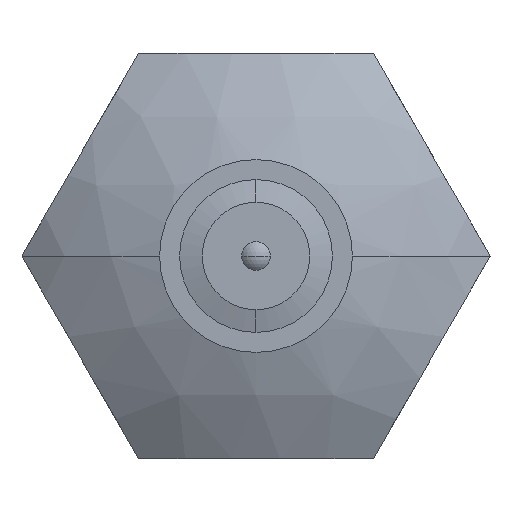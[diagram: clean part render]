
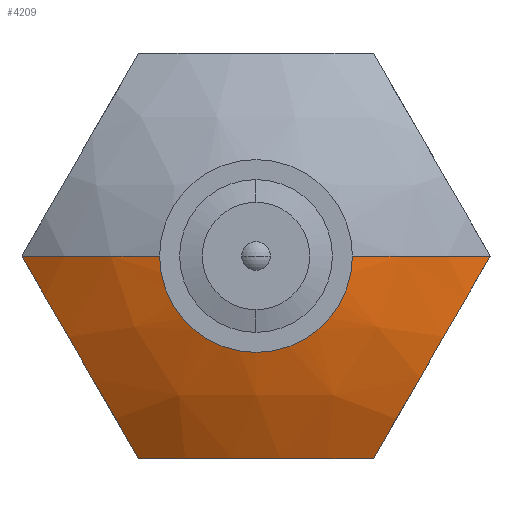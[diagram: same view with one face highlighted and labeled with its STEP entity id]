
A CAD part, left-side view. The second image highlights one B-rep face of the part: STEP entity #4209.
In plain terms, the highlighted spherical face has radius 16 mm.
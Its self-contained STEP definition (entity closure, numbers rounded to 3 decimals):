
#113 = CARTESIAN_POINT ( 'NONE',  ( 3.818, -9.8, -0.026 ) ) ;
#274 = DIRECTION ( 'NONE',  ( 0., 0., 1. ) ) ;
#325 = CARTESIAN_POINT ( 'NONE',  ( 3.818, 0., 0. ) ) ;
#331 = VERTEX_POINT ( 'NONE', #4263 ) ;
#551 = ORIENTED_EDGE ( 'NONE', *, *, #4601, .T. ) ;
#739 = DIRECTION ( 'NONE',  ( 0., 0., -1. ) ) ;
#775 = EDGE_CURVE ( 'NONE', #2947, #952, #8952, .T. ) ;
#935 = CARTESIAN_POINT ( 'NONE',  ( 16.466, 0., -8.5 ) ) ;
#952 = VERTEX_POINT ( 'NONE', #2596 ) ;
#976 = CARTESIAN_POINT ( 'NONE',  ( 3.818, 4.922, -8.474 ) ) ;
#1177 = EDGE_CURVE ( 'NONE', #6667, #952, #2112, .T. ) ;
#1317 = ORIENTED_EDGE ( 'NONE', *, *, #8852, .T. ) ;
#1325 = DIRECTION ( 'NONE',  ( 0., 0., 1. ) ) ;
#1429 = DIRECTION ( 'NONE',  ( 0., 1., 0. ) ) ;
#1452 = CIRCLE ( 'NONE', #6294, 16. ) ;
#1488 = AXIS2_PLACEMENT_3D ( 'NONE', #5689, #7903, #2790 ) ;
#1490 = CIRCLE ( 'NONE', #7043, 9.8 ) ;
#1561 = ORIENTED_EDGE ( 'NONE', *, *, #3361, .T. ) ;
#1596 = FACE_OUTER_BOUND ( 'NONE', #7370, .T. ) ;
#1679 = DIRECTION ( 'NONE',  ( -1., 0., 0. ) ) ;
#1686 = ORIENTED_EDGE ( 'NONE', *, *, #3073, .T. ) ;
#1689 = CARTESIAN_POINT ( 'NONE',  ( 3.818, 9.8, 0. ) ) ;
#1761 = DIRECTION ( 'NONE',  ( 0., -0.866, 0.5 ) ) ;
#1791 = CARTESIAN_POINT ( 'NONE',  ( 3.818, -4.922, -8.474 ) ) ;
#2038 = CIRCLE ( 'NONE', #7407, 9.8 ) ;
#2112 = CIRCLE ( 'NONE', #5326, 16. ) ;
#2294 = AXIS2_PLACEMENT_3D ( 'NONE', #6621, #739, #8069 ) ;
#2330 = CARTESIAN_POINT ( 'NONE',  ( 3.818, -4.877, -8.5 ) ) ;
#2583 = DIRECTION ( 'NONE',  ( 0., -0.5, 0.866 ) ) ;
#2596 = CARTESIAN_POINT ( 'NONE',  ( 0.984, -4.038, 0. ) ) ;
#2604 = DIRECTION ( 'NONE',  ( -1., 0., 0. ) ) ;
#2790 = DIRECTION ( 'NONE',  ( 0., 0., 1. ) ) ;
#2867 = DIRECTION ( 'NONE',  ( 1., 0., 0. ) ) ;
#2874 = CIRCLE ( 'NONE', #1488, 9.8 ) ;
#2931 = AXIS2_PLACEMENT_3D ( 'NONE', #6084, #6803, #4557 ) ;
#2947 = VERTEX_POINT ( 'NONE', #4308 ) ;
#2957 = DIRECTION ( 'NONE',  ( 0., 0., -1. ) ) ;
#3073 = EDGE_CURVE ( 'NONE', #9238, #331, #7211, .T. ) ;
#3075 = AXIS2_PLACEMENT_3D ( 'NONE', #7573, #1761, #6840 ) ;
#3196 = ORIENTED_EDGE ( 'NONE', *, *, #775, .F. ) ;
#3361 = EDGE_CURVE ( 'NONE', #8783, #5770, #7317, .T. ) ;
#3478 = ORIENTED_EDGE ( 'NONE', *, *, #7759, .T. ) ;
#3516 = CARTESIAN_POINT ( 'NONE',  ( 16.466, 0., 0. ) ) ;
#3568 = EDGE_CURVE ( 'NONE', #5882, #8783, #2874, .T. ) ;
#3615 = AXIS2_PLACEMENT_3D ( 'NONE', #8270, #1679, #274 ) ;
#3697 = DIRECTION ( 'NONE',  ( 1., 0., 0. ) ) ;
#3961 = DIRECTION ( 'NONE',  ( -1., 0., 0. ) ) ;
#3991 = AXIS2_PLACEMENT_3D ( 'NONE', #935, #8156, #3697 ) ;
#4209 = ADVANCED_FACE ( 'NONE', ( #1596 ), #5224, .T. ) ;
#4263 = CARTESIAN_POINT ( 'NONE',  ( 3.818, 9.8, -0.026 ) ) ;
#4308 = CARTESIAN_POINT ( 'NONE',  ( 0.984, 4.038, 0. ) ) ;
#4557 = DIRECTION ( 'NONE',  ( 0., 0., 1. ) ) ;
#4601 = EDGE_CURVE ( 'NONE', #5978, #9204, #2038, .T. ) ;
#4782 = CARTESIAN_POINT ( 'NONE',  ( 3.818, 0., 0. ) ) ;
#4834 = EDGE_CURVE ( 'NONE', #9238, #2947, #1452, .T. ) ;
#4844 = DIRECTION ( 'NONE',  ( 0., 0., 1. ) ) ;
#5224 = SPHERICAL_SURFACE ( 'NONE', #2294, 16. ) ;
#5326 = AXIS2_PLACEMENT_3D ( 'NONE', #6449, #2957, #1429 ) ;
#5689 = CARTESIAN_POINT ( 'NONE',  ( 3.818, 0., 0. ) ) ;
#5770 = VERTEX_POINT ( 'NONE', #113 ) ;
#5880 = CIRCLE ( 'NONE', #3991, 13.555 ) ;
#5882 = VERTEX_POINT ( 'NONE', #2330 ) ;
#5898 = ORIENTED_EDGE ( 'NONE', *, *, #4834, .F. ) ;
#5978 = VERTEX_POINT ( 'NONE', #976 ) ;
#6007 = ORIENTED_EDGE ( 'NONE', *, *, #3568, .T. ) ;
#6084 = CARTESIAN_POINT ( 'NONE',  ( 0.984, 0., 0. ) ) ;
#6177 = CARTESIAN_POINT ( 'NONE',  ( 16.466, -7.361, -4.25 ) ) ;
#6255 = EDGE_CURVE ( 'NONE', #5770, #6667, #1490, .T. ) ;
#6294 = AXIS2_PLACEMENT_3D ( 'NONE', #3516, #1325, #2867 ) ;
#6389 = CARTESIAN_POINT ( 'NONE',  ( 3.818, -9.8, 0. ) ) ;
#6449 = CARTESIAN_POINT ( 'NONE',  ( 16.466, 0., 0. ) ) ;
#6621 = CARTESIAN_POINT ( 'NONE',  ( 16.466, 0., 0. ) ) ;
#6667 = VERTEX_POINT ( 'NONE', #6389 ) ;
#6803 = DIRECTION ( 'NONE',  ( -1., 0., 0. ) ) ;
#6840 = DIRECTION ( 'NONE',  ( 0., -0.5, -0.866 ) ) ;
#7043 = AXIS2_PLACEMENT_3D ( 'NONE', #4782, #2604, #4844 ) ;
#7211 = CIRCLE ( 'NONE', #3615, 9.8 ) ;
#7317 = CIRCLE ( 'NONE', #8031, 13.555 ) ;
#7370 = EDGE_LOOP ( 'NONE', ( #9043, #9375, #3196, #5898, #1686, #1317, #551, #3478, #6007, #1561 ) ) ;
#7407 = AXIS2_PLACEMENT_3D ( 'NONE', #325, #3961, #8329 ) ;
#7541 = CARTESIAN_POINT ( 'NONE',  ( 3.818, 4.877, -8.5 ) ) ;
#7573 = CARTESIAN_POINT ( 'NONE',  ( 16.466, 7.361, -4.25 ) ) ;
#7691 = DIRECTION ( 'NONE',  ( 0., 0.866, 0.5 ) ) ;
#7759 = EDGE_CURVE ( 'NONE', #9204, #5882, #5880, .T. ) ;
#7903 = DIRECTION ( 'NONE',  ( -1., 0., 0. ) ) ;
#8031 = AXIS2_PLACEMENT_3D ( 'NONE', #6177, #7691, #2583 ) ;
#8069 = DIRECTION ( 'NONE',  ( 0., 1., 0. ) ) ;
#8156 = DIRECTION ( 'NONE',  ( 0., 0., 1. ) ) ;
#8270 = CARTESIAN_POINT ( 'NONE',  ( 3.818, 0., 0. ) ) ;
#8329 = DIRECTION ( 'NONE',  ( 0., 0., 1. ) ) ;
#8750 = CIRCLE ( 'NONE', #3075, 13.555 ) ;
#8783 = VERTEX_POINT ( 'NONE', #1791 ) ;
#8852 = EDGE_CURVE ( 'NONE', #331, #5978, #8750, .T. ) ;
#8952 = CIRCLE ( 'NONE', #2931, 4.038 ) ;
#9043 = ORIENTED_EDGE ( 'NONE', *, *, #6255, .T. ) ;
#9204 = VERTEX_POINT ( 'NONE', #7541 ) ;
#9238 = VERTEX_POINT ( 'NONE', #1689 ) ;
#9375 = ORIENTED_EDGE ( 'NONE', *, *, #1177, .T. ) ;
